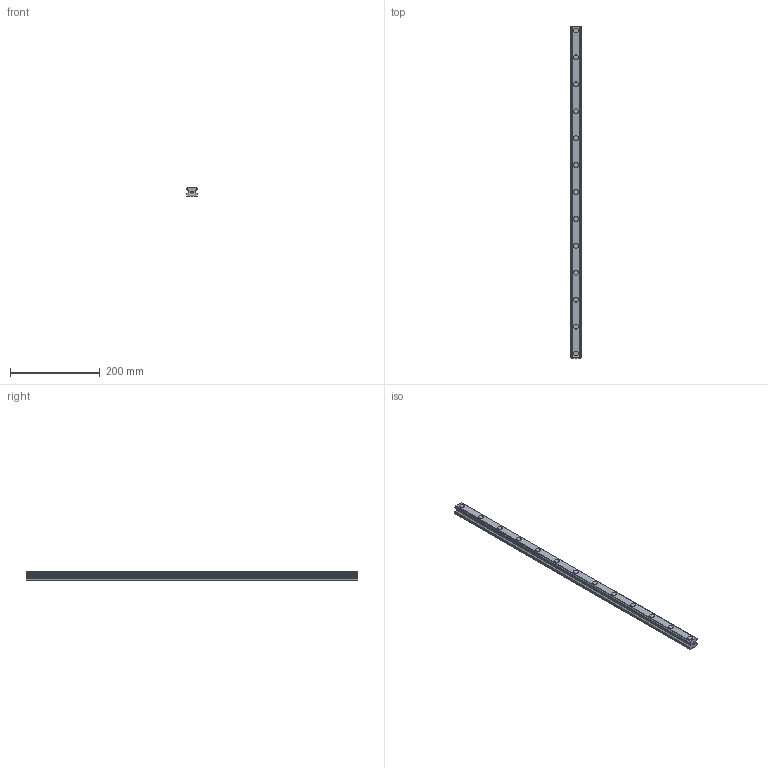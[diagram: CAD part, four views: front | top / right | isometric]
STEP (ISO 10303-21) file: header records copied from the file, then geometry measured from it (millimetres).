
FILE_DESCRIPTION(('STEP AP214'),'1');
FILE_NAME('cctmp_78D6F9FA-7004-45E7-AE8B-51FC7FDD9461_2020_5_28_9_8_38_138..stp','2020-05-28T07:08:38',('HIWIN GmbH'),('CADClick - www.CADClick.com'),'Spatial InterOp 3D',' ','unknown authorization');
FILE_SCHEMA(('AUTOMOTIVE_DESIGN'));
Length unit declared in the file: millimetre
Products named in the file (1): HGR25R740H_FILE
Bounding box: 23 x 740 x 22 mm (x, y, z)
Volume: 306806.4 mm3; surface area: 77119.8 mm2
Topology: 1 solids, 1 shells, 267 faces, 705 edges, 470 vertices
Faces by surface type: plane 167, cylinder 100
Entity records: 10543 total; most frequent: DIRECTION 1545, CARTESIAN_POINT 1443, ORIENTED_EDGE 1410, EDGE_CURVE 705, AXIS2_PLACEMENT_3D 572, VERTEX_POINT 470, LINE 401, VECTOR 401
